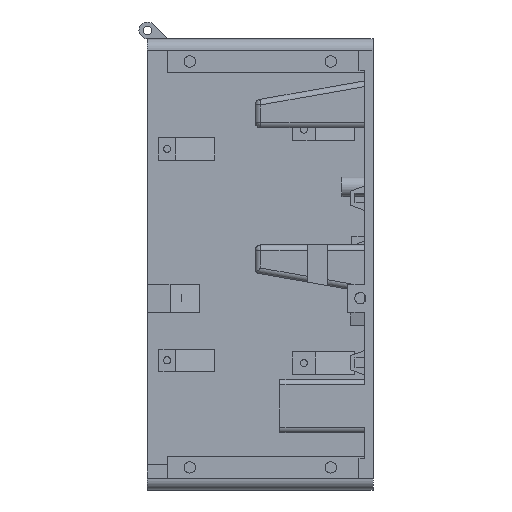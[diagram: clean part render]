
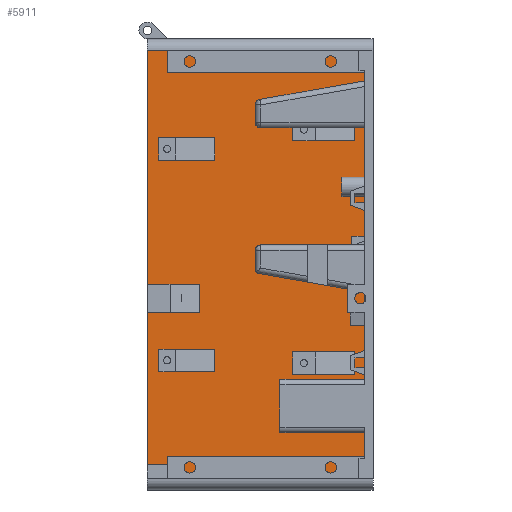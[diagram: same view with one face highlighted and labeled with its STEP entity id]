
A CAD part, left-side view. The second image highlights one B-rep face of the part: STEP entity #5911.
In plain terms, the highlighted planar face has unit normal (-1, 0, 0).
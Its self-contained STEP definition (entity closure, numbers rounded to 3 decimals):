
#75=FACE_BOUND('',#971,.T.);
#76=FACE_BOUND('',#972,.T.);
#77=FACE_BOUND('',#973,.T.);
#78=FACE_BOUND('',#974,.T.);
#357=PLANE('',#6374);
#604=FACE_OUTER_BOUND('',#970,.T.);
#970=EDGE_LOOP('',(#5034,#5035,#5036,#5037,#5038,#5039,#5040,#5041));
#971=EDGE_LOOP('',(#5042,#5043,#5044,#5045));
#972=EDGE_LOOP('',(#5046,#5047,#5048,#5049));
#973=EDGE_LOOP('',(#5050,#5051,#5052,#5053));
#974=EDGE_LOOP('',(#5054,#5055,#5056,#5057));
#1268=LINE('',#8701,#1891);
#1296=LINE('',#8759,#1919);
#1298=LINE('',#8763,#1921);
#1509=LINE('',#9281,#2132);
#1548=LINE('',#9386,#2171);
#1552=LINE('',#9395,#2175);
#1556=LINE('',#9404,#2179);
#1560=LINE('',#9413,#2183);
#1562=LINE('',#9422,#2185);
#1565=LINE('',#9428,#2188);
#1568=LINE('',#9433,#2191);
#1571=LINE('',#9444,#2194);
#1574=LINE('',#9450,#2197);
#1577=LINE('',#9455,#2200);
#1580=LINE('',#9466,#2203);
#1583=LINE('',#9472,#2206);
#1586=LINE('',#9477,#2209);
#1589=LINE('',#9488,#2212);
#1592=LINE('',#9494,#2215);
#1595=LINE('',#9499,#2218);
#1597=LINE('',#9504,#2220);
#1598=LINE('',#9505,#2221);
#1599=LINE('',#9507,#2222);
#1600=LINE('',#9508,#2223);
#1891=VECTOR('',#6915,10.);
#1919=VECTOR('',#6963,10.);
#1921=VECTOR('',#6967,10.);
#2132=VECTOR('',#7458,10.);
#2171=VECTOR('',#7559,10.);
#2175=VECTOR('',#7565,10.);
#2179=VECTOR('',#7571,10.);
#2183=VECTOR('',#7577,10.);
#2185=VECTOR('',#7587,10.);
#2188=VECTOR('',#7592,10.);
#2191=VECTOR('',#7597,10.);
#2194=VECTOR('',#7610,10.);
#2197=VECTOR('',#7615,10.);
#2200=VECTOR('',#7620,10.);
#2203=VECTOR('',#7633,10.);
#2206=VECTOR('',#7638,10.);
#2209=VECTOR('',#7643,10.);
#2212=VECTOR('',#7656,10.);
#2215=VECTOR('',#7661,10.);
#2218=VECTOR('',#7666,10.);
#2220=VECTOR('',#7672,10.);
#2221=VECTOR('',#7673,10.);
#2222=VECTOR('',#7674,10.);
#2223=VECTOR('',#7675,10.);
#2747=VERTEX_POINT('',#8694);
#2750=VERTEX_POINT('',#8699);
#2770=VERTEX_POINT('',#8757);
#2771=VERTEX_POINT('',#8761);
#2929=VERTEX_POINT('',#9278);
#2930=VERTEX_POINT('',#9280);
#2962=VERTEX_POINT('',#9379);
#2965=VERTEX_POINT('',#9384);
#2966=VERTEX_POINT('',#9388);
#2969=VERTEX_POINT('',#9393);
#2970=VERTEX_POINT('',#9397);
#2973=VERTEX_POINT('',#9402);
#2974=VERTEX_POINT('',#9406);
#2977=VERTEX_POINT('',#9411);
#2980=VERTEX_POINT('',#9421);
#2982=VERTEX_POINT('',#9427);
#2986=VERTEX_POINT('',#9443);
#2988=VERTEX_POINT('',#9449);
#2992=VERTEX_POINT('',#9465);
#2994=VERTEX_POINT('',#9471);
#2998=VERTEX_POINT('',#9487);
#3000=VERTEX_POINT('',#9493);
#3002=VERTEX_POINT('',#9503);
#3003=VERTEX_POINT('',#9506);
#3352=EDGE_CURVE('',#2750,#2747,#1268,.T.);
#3380=EDGE_CURVE('',#2770,#2747,#1296,.T.);
#3382=EDGE_CURVE('',#2750,#2771,#1298,.T.);
#3637=EDGE_CURVE('',#2929,#2930,#1509,.F.);
#3693=EDGE_CURVE('',#2965,#2962,#1548,.T.);
#3697=EDGE_CURVE('',#2969,#2966,#1552,.T.);
#3701=EDGE_CURVE('',#2973,#2970,#1556,.T.);
#3705=EDGE_CURVE('',#2977,#2974,#1560,.T.);
#3709=EDGE_CURVE('',#2969,#2980,#1562,.T.);
#3712=EDGE_CURVE('',#2980,#2982,#1565,.T.);
#3715=EDGE_CURVE('',#2982,#2966,#1568,.T.);
#3720=EDGE_CURVE('',#2977,#2986,#1571,.T.);
#3723=EDGE_CURVE('',#2986,#2988,#1574,.T.);
#3726=EDGE_CURVE('',#2988,#2974,#1577,.T.);
#3731=EDGE_CURVE('',#2992,#2970,#1580,.T.);
#3734=EDGE_CURVE('',#2973,#2994,#1583,.T.);
#3737=EDGE_CURVE('',#2994,#2992,#1586,.T.);
#3742=EDGE_CURVE('',#2965,#2998,#1589,.T.);
#3745=EDGE_CURVE('',#2998,#3000,#1592,.T.);
#3748=EDGE_CURVE('',#3000,#2962,#1595,.T.);
#3750=EDGE_CURVE('',#3002,#2771,#1597,.T.);
#3751=EDGE_CURVE('',#2930,#3002,#1598,.T.);
#3752=EDGE_CURVE('',#3003,#2929,#1599,.T.);
#3753=EDGE_CURVE('',#2770,#3003,#1600,.T.);
#5034=ORIENTED_EDGE('',*,*,#3382,.T.);
#5035=ORIENTED_EDGE('',*,*,#3750,.F.);
#5036=ORIENTED_EDGE('',*,*,#3751,.F.);
#5037=ORIENTED_EDGE('',*,*,#3637,.F.);
#5038=ORIENTED_EDGE('',*,*,#3752,.F.);
#5039=ORIENTED_EDGE('',*,*,#3753,.F.);
#5040=ORIENTED_EDGE('',*,*,#3380,.T.);
#5041=ORIENTED_EDGE('',*,*,#3352,.F.);
#5042=ORIENTED_EDGE('',*,*,#3742,.T.);
#5043=ORIENTED_EDGE('',*,*,#3745,.T.);
#5044=ORIENTED_EDGE('',*,*,#3748,.T.);
#5045=ORIENTED_EDGE('',*,*,#3693,.F.);
#5046=ORIENTED_EDGE('',*,*,#3709,.T.);
#5047=ORIENTED_EDGE('',*,*,#3712,.T.);
#5048=ORIENTED_EDGE('',*,*,#3715,.T.);
#5049=ORIENTED_EDGE('',*,*,#3697,.F.);
#5050=ORIENTED_EDGE('',*,*,#3734,.T.);
#5051=ORIENTED_EDGE('',*,*,#3737,.T.);
#5052=ORIENTED_EDGE('',*,*,#3731,.T.);
#5053=ORIENTED_EDGE('',*,*,#3701,.F.);
#5054=ORIENTED_EDGE('',*,*,#3720,.T.);
#5055=ORIENTED_EDGE('',*,*,#3723,.T.);
#5056=ORIENTED_EDGE('',*,*,#3726,.T.);
#5057=ORIENTED_EDGE('',*,*,#3705,.F.);
#5911=ADVANCED_FACE('',(#604,#75,#76,#77,#78),#357,.F.);
#6374=AXIS2_PLACEMENT_3D('',#9502,#7670,#7671);
#6915=DIRECTION('',(0.,0.,1.));
#6963=DIRECTION('',(0.,-1.,0.));
#6967=DIRECTION('',(0.,1.,0.));
#7458=DIRECTION('',(0.,0.,1.));
#7559=DIRECTION('',(0.,0.,1.));
#7565=DIRECTION('',(0.,0.,1.));
#7571=DIRECTION('',(0.,0.,1.));
#7577=DIRECTION('',(0.,0.,1.));
#7587=DIRECTION('',(0.,1.,0.));
#7592=DIRECTION('',(0.,0.,1.));
#7597=DIRECTION('',(0.,-1.,0.));
#7610=DIRECTION('',(0.,1.,0.));
#7615=DIRECTION('',(0.,0.,1.));
#7620=DIRECTION('',(0.,-1.,0.));
#7633=DIRECTION('',(0.,-1.,0.));
#7638=DIRECTION('',(0.,1.,0.));
#7643=DIRECTION('',(0.,0.,1.));
#7656=DIRECTION('',(0.,1.,0.));
#7661=DIRECTION('',(0.,0.,1.));
#7666=DIRECTION('',(0.,-1.,0.));
#7670=DIRECTION('center_axis',(1.,0.,0.));
#7671=DIRECTION('ref_axis',(0.,0.,-1.));
#7672=DIRECTION('',(0.,0.,1.));
#7673=DIRECTION('',(0.,1.,0.));
#7674=DIRECTION('',(0.,-1.,0.));
#7675=DIRECTION('',(0.,0.,1.));
#8694=CARTESIAN_POINT('',(57.,61.608,-7.));
#8699=CARTESIAN_POINT('',(57.,61.608,-17.));
#8701=CARTESIAN_POINT('',(57.,61.608,34.));
#8757=CARTESIAN_POINT('',(57.,80.,-7.));
#8759=CARTESIAN_POINT('',(57.,40.,-7.));
#8761=CARTESIAN_POINT('',(57.,80.,-17.));
#8763=CARTESIAN_POINT('',(57.,40.,-17.));
#9278=CARTESIAN_POINT('',(57.,3.,76.));
#9280=CARTESIAN_POINT('',(57.,3.,-76.));
#9281=CARTESIAN_POINT('',(57.,3.,40.));
#9379=CARTESIAN_POINT('',(57.,6.644,-31.));
#9384=CARTESIAN_POINT('',(57.,6.644,-39.));
#9386=CARTESIAN_POINT('',(57.,6.644,20.5));
#9388=CARTESIAN_POINT('',(57.,6.644,51.8));
#9393=CARTESIAN_POINT('',(57.,6.644,43.8));
#9395=CARTESIAN_POINT('',(57.,6.644,61.9));
#9397=CARTESIAN_POINT('',(57.,56.144,45.));
#9402=CARTESIAN_POINT('',(57.,56.144,37.));
#9404=CARTESIAN_POINT('',(57.,56.144,58.5));
#9406=CARTESIAN_POINT('',(57.,56.144,-30.));
#9411=CARTESIAN_POINT('',(57.,56.144,-38.));
#9413=CARTESIAN_POINT('',(57.,56.144,21.));
#9421=CARTESIAN_POINT('',(57.,28.5,43.8));
#9422=CARTESIAN_POINT('',(57.,14.25,43.8));
#9427=CARTESIAN_POINT('',(57.,28.5,51.8));
#9428=CARTESIAN_POINT('',(57.,28.5,65.9));
#9433=CARTESIAN_POINT('',(57.,10.25,51.8));
#9443=CARTESIAN_POINT('',(57.,76.,-38.));
#9444=CARTESIAN_POINT('',(57.,38.,-38.));
#9449=CARTESIAN_POINT('',(57.,76.,-30.));
#9450=CARTESIAN_POINT('',(57.,76.,25.));
#9455=CARTESIAN_POINT('',(57.,35.,-30.));
#9465=CARTESIAN_POINT('',(57.,76.,45.));
#9466=CARTESIAN_POINT('',(57.,35.,45.));
#9471=CARTESIAN_POINT('',(57.,76.,37.));
#9472=CARTESIAN_POINT('',(57.,38.,37.));
#9477=CARTESIAN_POINT('',(57.,76.,62.5));
#9487=CARTESIAN_POINT('',(57.,28.5,-39.));
#9488=CARTESIAN_POINT('',(57.,14.25,-39.));
#9493=CARTESIAN_POINT('',(57.,28.5,-31.));
#9494=CARTESIAN_POINT('',(57.,28.5,24.5));
#9499=CARTESIAN_POINT('',(57.,10.25,-31.));
#9502=CARTESIAN_POINT('Origin',(57.,0.,80.));
#9503=CARTESIAN_POINT('',(57.,80.,-76.));
#9504=CARTESIAN_POINT('',(57.,80.,40.));
#9505=CARTESIAN_POINT('',(57.,0.,-76.));
#9506=CARTESIAN_POINT('',(57.,80.,76.));
#9507=CARTESIAN_POINT('',(57.,0.,76.));
#9508=CARTESIAN_POINT('',(57.,80.,40.));
